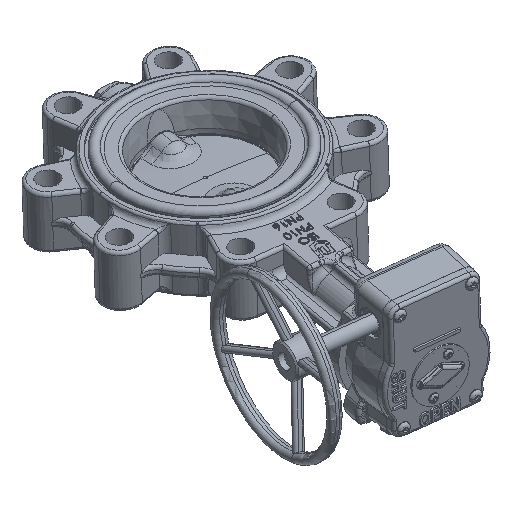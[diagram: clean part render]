
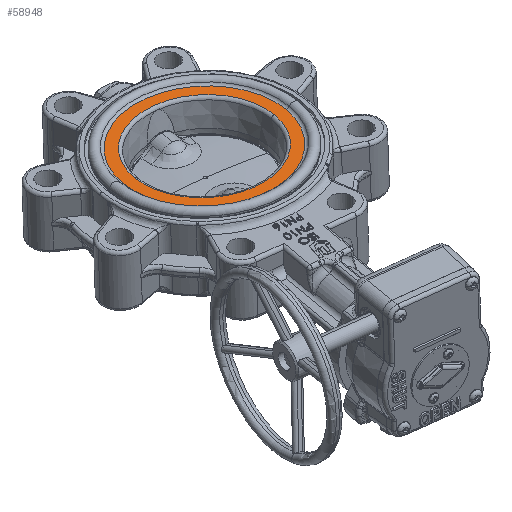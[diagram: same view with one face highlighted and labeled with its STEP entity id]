
A CAD part, top view. The second image highlights one B-rep face of the part: STEP entity #58948.
In plain terms, the highlighted face is planar.
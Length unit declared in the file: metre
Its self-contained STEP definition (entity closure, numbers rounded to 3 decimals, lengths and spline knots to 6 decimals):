
#905 = FACE_OUTER_BOUND ( 'NONE', #99667, .T. ) ;
#3550 = VERTEX_POINT ( 'NONE', #48478 ) ;
#3710 = VERTEX_POINT ( 'NONE', #45242 ) ;
#7889 = DIRECTION ( 'NONE',  ( -1., 0., 0. ) ) ;
#8813 = CARTESIAN_POINT ( 'NONE',  ( -0.023, 0., -0.050007 ) ) ;
#9255 = CIRCLE ( 'NONE', #15431, 0.050007 ) ;
#10105 = ORIENTED_EDGE ( 'NONE', *, *, #69279, .T. ) ;
#10487 = AXIS2_PLACEMENT_3D ( 'NONE', #71750, #51158, #111018 ) ;
#11232 = EDGE_CURVE ( 'NONE', #83005, #3550, #33180, .T. ) ;
#15431 = AXIS2_PLACEMENT_3D ( 'NONE', #56217, #7889, #125033 ) ;
#19499 = DIRECTION ( 'NONE',  ( 0., 0., 1. ) ) ;
#20785 = FACE_BOUND ( 'NONE', #72642, .T. ) ;
#23615 = DIRECTION ( 'NONE',  ( 0., 0., 1. ) ) ;
#23810 = CARTESIAN_POINT ( 'NONE',  ( -0.023, -0.050007, 0. ) ) ;
#27132 = CIRCLE ( 'NONE', #101209, 0.04279 ) ;
#29762 = CARTESIAN_POINT ( 'NONE',  ( -0.023, 0., 0. ) ) ;
#30955 = EDGE_CURVE ( 'NONE', #85010, #3710, #9255, .T. ) ;
#32998 = ORIENTED_EDGE ( 'NONE', *, *, #30955, .T. ) ;
#33180 = CIRCLE ( 'NONE', #105174, 0.04279 ) ;
#35838 = ORIENTED_EDGE ( 'NONE', *, *, #11232, .F. ) ;
#41765 = CARTESIAN_POINT ( 'NONE',  ( -0.023, 0., 0.04279 ) ) ;
#43914 = ORIENTED_EDGE ( 'NONE', *, *, #108675, .F. ) ;
#45242 = CARTESIAN_POINT ( 'NONE',  ( -0.023, 0., 0.050007 ) ) ;
#48478 = CARTESIAN_POINT ( 'NONE',  ( -0.023, 0., -0.04279 ) ) ;
#51158 = DIRECTION ( 'NONE',  ( -1., 0., 0. ) ) ;
#52646 = CARTESIAN_POINT ( 'NONE',  ( -0.023, 0., 0. ) ) ;
#53483 = DIRECTION ( 'NONE',  ( 0., 0., -1. ) ) ;
#55554 = AXIS2_PLACEMENT_3D ( 'NONE', #23810, #112063, #53483 ) ;
#56217 = CARTESIAN_POINT ( 'NONE',  ( -0.023, 0., 0. ) ) ;
#58948 = ADVANCED_FACE ( 'NONE', ( #20785, #905 ), #103640, .F. ) ;
#61905 = CIRCLE ( 'NONE', #10487, 0.050007 ) ;
#69279 = EDGE_CURVE ( 'NONE', #3710, #85010, #61905, .T. ) ;
#71047 = DIRECTION ( 'NONE',  ( -1., 0., 0. ) ) ;
#71750 = CARTESIAN_POINT ( 'NONE',  ( -0.023, 0., 0. ) ) ;
#72642 = EDGE_LOOP ( 'NONE', ( #35838, #43914 ) ) ;
#83005 = VERTEX_POINT ( 'NONE', #41765 ) ;
#85010 = VERTEX_POINT ( 'NONE', #8813 ) ;
#99667 = EDGE_LOOP ( 'NONE', ( #10105, #32998 ) ) ;
#101209 = AXIS2_PLACEMENT_3D ( 'NONE', #52646, #111865, #23615 ) ;
#103640 = PLANE ( 'NONE',  #55554 ) ;
#105174 = AXIS2_PLACEMENT_3D ( 'NONE', #29762, #71047, #19499 ) ;
#108675 = EDGE_CURVE ( 'NONE', #3550, #83005, #27132, .T. ) ;
#111018 = DIRECTION ( 'NONE',  ( 0., 0., 1. ) ) ;
#111865 = DIRECTION ( 'NONE',  ( -1., 0., 0. ) ) ;
#112063 = DIRECTION ( 'NONE',  ( 1., 0., 0. ) ) ;
#125033 = DIRECTION ( 'NONE',  ( 0., 0., 1. ) ) ;
